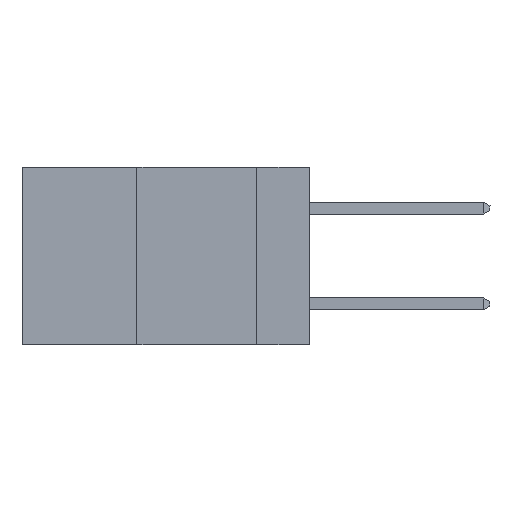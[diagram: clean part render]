
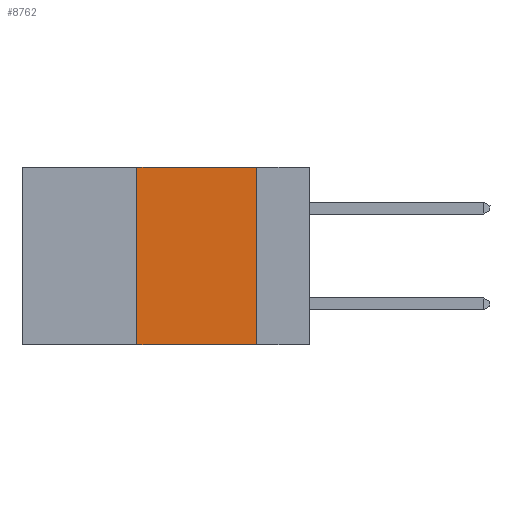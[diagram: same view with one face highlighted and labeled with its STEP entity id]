
A CAD part, left-side view. The second image highlights one B-rep face of the part: STEP entity #8762.
In plain terms, the highlighted planar face has unit normal (-1, 0, 0).
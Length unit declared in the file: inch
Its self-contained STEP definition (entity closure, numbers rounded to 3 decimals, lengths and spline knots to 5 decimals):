
#327 = VERTEX_POINT ( 'NONE', #10153 ) ;
#574 = EDGE_CURVE ( 'NONE', #4530, #327, #9841, .T. ) ;
#875 = VECTOR ( 'NONE', #5765, 39.37008 ) ;
#1048 = CARTESIAN_POINT ( 'NONE',  ( 0., 0.36, -0.37 ) ) ;
#1089 = DIRECTION ( 'NONE',  ( 1., 0., 0. ) ) ;
#1188 = EDGE_CURVE ( 'NONE', #327, #3229, #4444, .T. ) ;
#1263 = EDGE_CURVE ( 'NONE', #5447, #4530, #5869, .T. ) ;
#1264 = EDGE_CURVE ( 'NONE', #5447, #3229, #6496, .T. ) ;
#2398 = AXIS2_PLACEMENT_3D ( 'NONE', #9154, #1089, #7450 ) ;
#2482 = FACE_OUTER_BOUND ( 'NONE', #8891, .T. ) ;
#2944 = VECTOR ( 'NONE', #11117, 39.37008 ) ;
#3229 = VERTEX_POINT ( 'NONE', #4382 ) ;
#3770 = VECTOR ( 'NONE', #4837, 39.37008 ) ;
#4382 = CARTESIAN_POINT ( 'NONE',  ( 0., 0.11, -0.37 ) ) ;
#4444 = LINE ( 'NONE', #4640, #4715 ) ;
#4530 = VERTEX_POINT ( 'NONE', #10093 ) ;
#4640 = CARTESIAN_POINT ( 'NONE',  ( 0., 0.11, 0. ) ) ;
#4715 = VECTOR ( 'NONE', #11409, 39.37008 ) ;
#4837 = DIRECTION ( 'NONE',  ( 0., 0., 1. ) ) ;
#5447 = VERTEX_POINT ( 'NONE', #1048 ) ;
#5765 = DIRECTION ( 'NONE',  ( 0., -1., 0. ) ) ;
#5869 = LINE ( 'NONE', #9960, #3770 ) ;
#6496 = LINE ( 'NONE', #7413, #875 ) ;
#7413 = CARTESIAN_POINT ( 'NONE',  ( 0., 0.6, -0.37 ) ) ;
#7450 = DIRECTION ( 'NONE',  ( 0., 0., -1. ) ) ;
#7891 = ORIENTED_EDGE ( 'NONE', *, *, #1263, .F. ) ;
#7951 = ORIENTED_EDGE ( 'NONE', *, *, #1264, .T. ) ;
#8132 = ORIENTED_EDGE ( 'NONE', *, *, #574, .F. ) ;
#8170 = ORIENTED_EDGE ( 'NONE', *, *, #1188, .F. ) ;
#8762 = ADVANCED_FACE ( 'NONE', ( #2482 ), #10768, .F. ) ;
#8891 = EDGE_LOOP ( 'NONE', ( #8170, #8132, #7891, #7951 ) ) ;
#9154 = CARTESIAN_POINT ( 'NONE',  ( 0., 0.6, 0. ) ) ;
#9841 = LINE ( 'NONE', #11025, #2944 ) ;
#9960 = CARTESIAN_POINT ( 'NONE',  ( 0., 0.36, 0. ) ) ;
#10093 = CARTESIAN_POINT ( 'NONE',  ( 0., 0.36, 0. ) ) ;
#10153 = CARTESIAN_POINT ( 'NONE',  ( 0., 0.11, 0. ) ) ;
#10768 = PLANE ( 'NONE',  #2398 ) ;
#11025 = CARTESIAN_POINT ( 'NONE',  ( 0., 0.6, 0. ) ) ;
#11117 = DIRECTION ( 'NONE',  ( 0., -1., 0. ) ) ;
#11409 = DIRECTION ( 'NONE',  ( 0., 0., -1. ) ) ;
